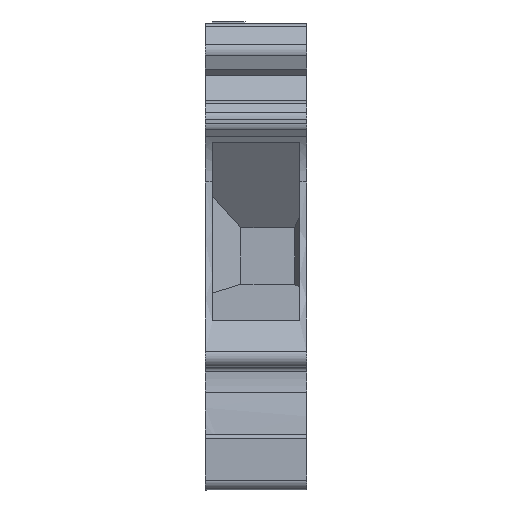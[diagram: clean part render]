
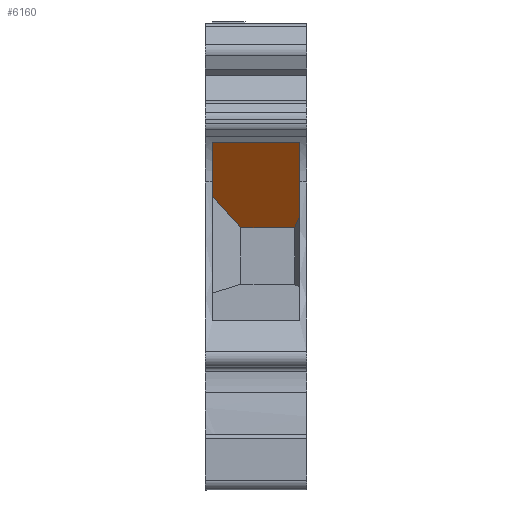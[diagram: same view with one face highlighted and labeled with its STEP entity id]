
A CAD part, left-side view. The second image highlights one B-rep face of the part: STEP entity #6160.
In plain terms, the highlighted planar face has unit normal (-0.799, 0, -0.602).
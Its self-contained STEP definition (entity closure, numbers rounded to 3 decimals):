
#2790=CARTESIAN_POINT('',(-16.716,9.45,22.674));
#2791=VERTEX_POINT('',#2790);
#2808=CARTESIAN_POINT('',(-14.325,6.6,19.5));
#2809=VERTEX_POINT('',#2808);
#2816=CARTESIAN_POINT('',(-14.325,6.6,19.5));
#2817=CARTESIAN_POINT('',(-15.122,7.55,20.558));
#2818=CARTESIAN_POINT('',(-15.919,8.5,21.616));
#2819=CARTESIAN_POINT('',(-16.716,9.45,22.674));
#2820=B_SPLINE_CURVE_WITH_KNOTS('',3,(#2816,#2817,#2818,#2819),.UNSPECIFIED.,.F.,.U.,(4,4),(0.,1.),.UNSPECIFIED.);
#2821=EDGE_CURVE('',#2809,#2791,#2820,.T.);
#2839=CARTESIAN_POINT('',(-20.793,9.45,28.084));
#2840=VERTEX_POINT('',#2839);
#2841=CARTESIAN_POINT('',(-16.716,9.45,22.674));
#2842=DIRECTION('',(-0.602,0.,0.799));
#2843=VECTOR('',#2842,6.774);
#2844=LINE('',#2841,#2843);
#2845=EDGE_CURVE('',#2791,#2840,#2844,.T.);
#2959=CARTESIAN_POINT('',(-15.191,0.7,20.649));
#2960=VERTEX_POINT('',#2959);
#2976=CARTESIAN_POINT('',(-20.793,0.7,28.084));
#2977=VERTEX_POINT('',#2976);
#2985=CARTESIAN_POINT('',(-15.191,0.7,20.649));
#2986=DIRECTION('',(-0.602,0.,0.799));
#2987=VECTOR('',#2986,9.309);
#2988=LINE('',#2985,#2987);
#2989=EDGE_CURVE('',#2960,#2977,#2988,.T.);
#2999=CARTESIAN_POINT('',(-14.325,1.2,19.5));
#3000=VERTEX_POINT('',#2999);
#3001=CARTESIAN_POINT('',(-14.325,1.2,19.5));
#3002=CARTESIAN_POINT('',(-14.614,1.033,19.883));
#3003=CARTESIAN_POINT('',(-14.902,0.867,20.266));
#3004=CARTESIAN_POINT('',(-15.191,0.7,20.649));
#3005=B_SPLINE_CURVE_WITH_KNOTS('',3,(#3001,#3002,#3003,#3004),.UNSPECIFIED.,.F.,.U.,(4,4),(0.,1.),.UNSPECIFIED.);
#3006=EDGE_CURVE('',#3000,#2960,#3005,.T.);
#6095=CARTESIAN_POINT('',(-20.793,9.45,28.084));
#6096=DIRECTION('',(0.,-1.,0.));
#6097=VECTOR('',#6096,8.75);
#6098=LINE('',#6095,#6097);
#6099=EDGE_CURVE('',#2840,#2977,#6098,.T.);
#6142=CARTESIAN_POINT('',(-17.559,5.075,23.792));
#6143=DIRECTION('',(0.602,0.,-0.799));
#6144=DIRECTION('',(-0.799,-0.,-0.602));
#6145=AXIS2_PLACEMENT_3D('',#6142,#6144,#6143);
#6146=PLANE('',#6145);
#6147=ORIENTED_EDGE('',*,*,#2821,.F.);
#6148=CARTESIAN_POINT('',(-14.325,6.6,19.5));
#6149=DIRECTION('',(0.,-1.,0.));
#6150=VECTOR('',#6149,5.4);
#6151=LINE('',#6148,#6150);
#6152=EDGE_CURVE('',#2809,#3000,#6151,.T.);
#6153=ORIENTED_EDGE('E1242',*,*,#6152,.T.);
#6154=ORIENTED_EDGE('E1242',*,*,#3006,.T.);
#6155=ORIENTED_EDGE('E1242',*,*,#2989,.T.);
#6156=ORIENTED_EDGE('E1242',*,*,#6099,.F.);
#6157=ORIENTED_EDGE('E1242',*,*,#2845,.F.);
#6158=EDGE_LOOP('',(#6147,#6153,#6154,#6155,#6156,#6157));
#6159=FACE_OUTER_BOUND('',#6158,.T.);
#6160=ADVANCED_FACE('F731',(#6159),#6146,.T.);
